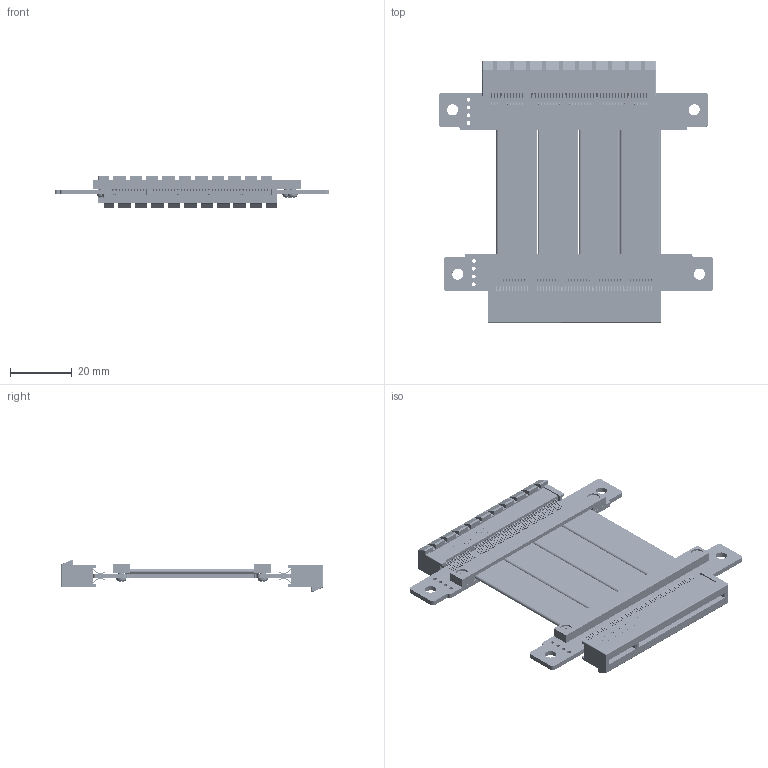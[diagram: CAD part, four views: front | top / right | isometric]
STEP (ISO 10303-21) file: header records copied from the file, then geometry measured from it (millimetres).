
FILE_DESCRIPTION(('Open CASCADE Model'),'2;1');
FILE_NAME('Open CASCADE Shape Model','2020-03-21T03:47:46',('Author'),( 'Open CASCADE'),'Open CASCADE STEP processor 6.8','Open CASCADE 6.8' ,'Unknown');
FILE_SCHEMA(('AUTOMOTIVE_DESIGN { 1 0 10303 214 1 1 1 1 }'));
Length unit declared in the file: millimetre
Products named in the file (11): PCB; Board; Open CASCADE STEP translator 6.8 44.1.1; CN4_1; PCIEX8-180_RGB4404530; CN4; Free-Models; G0033_RGB9411503; Hexagon_nut_ISO_4032_(DIN_934)_-_M2_RGB9411503; R8S-PAD-20170526; cable20-43
Assembly tree (21 placements, depth 3):
  PCB
    Board
      Open CASCADE STEP translator 6.8 44.1.1
    CN4_1
      PCIEX8-180_RGB4404530
    CN4
      PCIEX8-180_RGB4404530
    Free-Models
      G0033_RGB9411503  x4
      Hexagon_nut_ISO_4032_(DIN_934)_-_M2_RGB9411503  x4
      R8S-PAD-20170526  x2
      cable20-43  x4
Bounding box: 88.73 x 84.43 x 10.2 mm (x, y, z)
Volume: 14110.5 mm3; surface area: 25733.5 mm2
Topology: 177 solids, 177 shells, 10313 faces, 25091 edges, 15358 vertices
Faces by surface type: plane 5229, cylinder 3518, bspline 1176, torus 320, cone 48, sphere 14, revolution 8
Full cylindrical faces by diameter (mm): 0.6 x160, 1.2 x8, 2.2 x8, 3.6 x4, 4 x4
Entity records: 183888 total; most frequent: CARTESIAN_POINT 34838, ORIENTED_EDGE 24030, DIRECTION 20066, EDGE_CURVE 12015, VERTEX_POINT 7374, LINE 7340, VECTOR 7340, AXIS2_PLACEMENT_3D 6362
